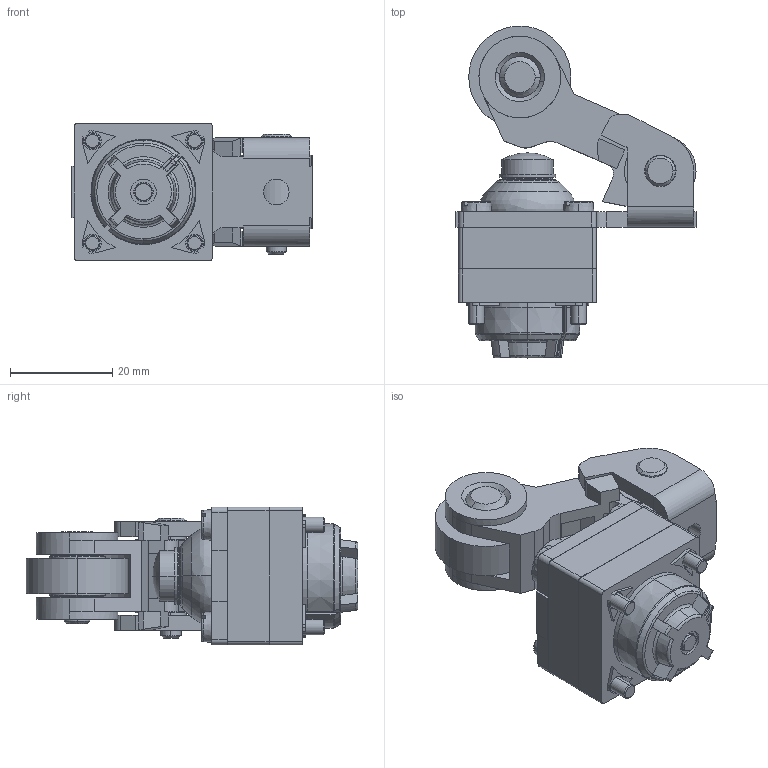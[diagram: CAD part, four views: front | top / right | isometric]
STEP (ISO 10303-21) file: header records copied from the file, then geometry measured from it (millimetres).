
FILE_DESCRIPTION(('STEP AP242'),'1');
FILE_NAME('zckd219.stp','2021-06-02T12:40:41',('TraceParts'),('TraceParts S.A.'),'Spatial InterOp 3D',' ',' ');
FILE_SCHEMA(('AP242_MANAGED_MODEL_BASED_3D_ENGINEERING_MIM_LF {1 0 10303 442 1 1 4}'));
Length unit declared in the file: millimetre
Products named in the file (1): zckd219_1
Bounding box: 47 x 64.97 x 27 mm (x, y, z)
Volume: 27326 mm3; surface area: 24092.1 mm2
Topology: 15 solids, 15 shells, 866 faces, 2249 edges, 1420 vertices
Faces by surface type: plane 349, cylinder 246, cone 148, torus 105, bspline 12, sphere 6
Entity records: 27579 total; most frequent: CARTESIAN_POINT 6090, DIRECTION 4646, ORIENTED_EDGE 4450, EDGE_CURVE 2225, AXIS2_PLACEMENT_3D 1785, VERTEX_POINT 1419, LINE 1076, VECTOR 1076
